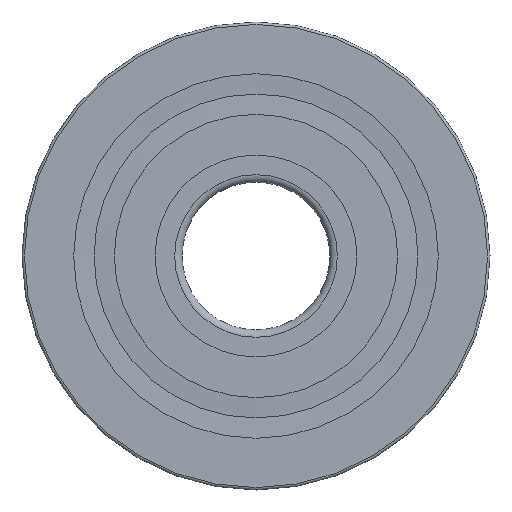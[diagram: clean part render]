
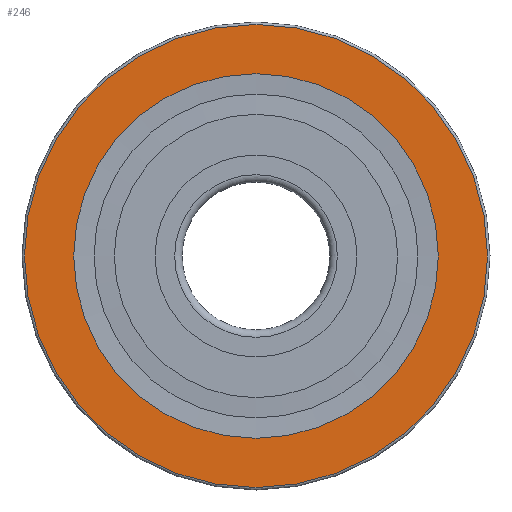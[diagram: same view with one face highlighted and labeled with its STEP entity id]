
A CAD part, left-side view. The second image highlights one B-rep face of the part: STEP entity #246.
In plain terms, the highlighted planar face has unit normal (-1, 0, 0).
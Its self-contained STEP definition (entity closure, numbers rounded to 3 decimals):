
#246 = ADVANCED_FACE( '', ( #421, #422 ), #423, .T. );
#421 = FACE_BOUND( '', #620, .T. );
#422 = FACE_OUTER_BOUND( '', #621, .T. );
#423 = PLANE( '', #622 );
#620 = EDGE_LOOP( '', ( #813 ) );
#621 = EDGE_LOOP( '', ( #814 ) );
#622 = AXIS2_PLACEMENT_3D( '', #815, #816, #817 );
#813 = ORIENTED_EDGE( '', *, *, #1082, .T. );
#814 = ORIENTED_EDGE( '', *, *, #1083, .F. );
#815 = CARTESIAN_POINT( '', ( 0., 9.4, 0. ) );
#816 = DIRECTION( '', ( -1., 0., 0. ) );
#817 = DIRECTION( '', ( 0., 0., 1. ) );
#1082 = EDGE_CURVE( '', #1181, #1181, #1182, .T. );
#1083 = EDGE_CURVE( '', #1183, #1183, #1184, .T. );
#1181 = VERTEX_POINT( '', #1317 );
#1182 = CIRCLE( '', #1318, 7.4 );
#1183 = VERTEX_POINT( '', #1319 );
#1184 = CIRCLE( '', #1320, 9.4 );
#1317 = CARTESIAN_POINT( '', ( 0., 0., -7.4 ) );
#1318 = AXIS2_PLACEMENT_3D( '', #1455, #1456, #1457 );
#1319 = CARTESIAN_POINT( '', ( 0., 0., -9.4 ) );
#1320 = AXIS2_PLACEMENT_3D( '', #1458, #1459, #1460 );
#1455 = CARTESIAN_POINT( '', ( 0., 0., 0. ) );
#1456 = DIRECTION( '', ( 1., 0., 0. ) );
#1457 = DIRECTION( '', ( 0., 0., -1. ) );
#1458 = CARTESIAN_POINT( '', ( 0., 0., 0. ) );
#1459 = DIRECTION( '', ( 1., 0., 0. ) );
#1460 = DIRECTION( '', ( 0., 0., -1. ) );
